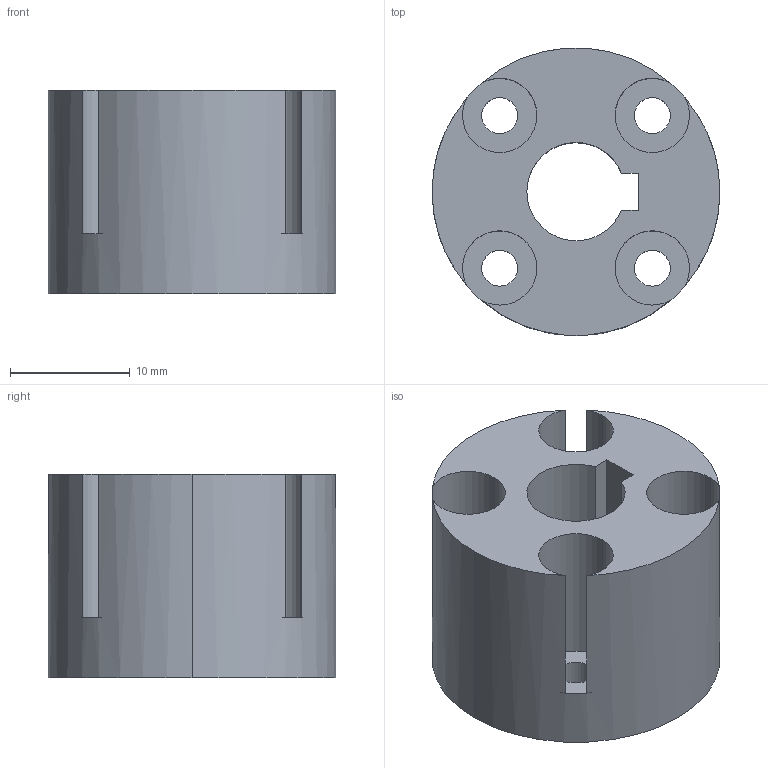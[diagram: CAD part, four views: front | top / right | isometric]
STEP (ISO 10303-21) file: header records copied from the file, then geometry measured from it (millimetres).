
FILE_DESCRIPTION (( 'STEP AP203' ), '1' );
FILE_NAME ('motor_cuppling_3dprint.STEP', '2025-11-04T17:54:07', ( '' ), ( '' ), 'SwSTEP 2.0', 'SolidWorks 2024', '' );
FILE_SCHEMA (( 'CONFIG_CONTROL_DESIGN' ));
Length unit declared in the file: millimetre
Products named in the file (1): motor_cuppling_3dprint
Bounding box: 24 x 24 x 17 mm (x, y, z)
Volume: 5144.9 mm3; surface area: 3450.3 mm2
Topology: 1 solids, 1 shells, 33 faces, 93 edges, 62 vertices
Faces by surface type: cylinder 24, plane 9
Entity records: 1200 total; most frequent: DIRECTION 217, CARTESIAN_POINT 189, ORIENTED_EDGE 186, EDGE_CURVE 93, AXIS2_PLACEMENT_3D 90, VERTEX_POINT 62, CIRCLE 56, EDGE_LOOP 43
